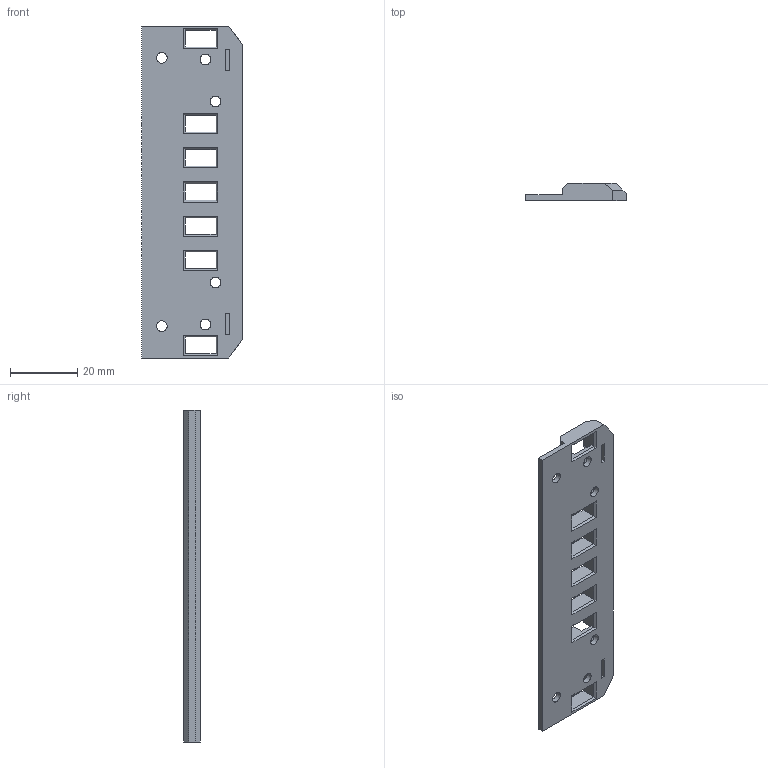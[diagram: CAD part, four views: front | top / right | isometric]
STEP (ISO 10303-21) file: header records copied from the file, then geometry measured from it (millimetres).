
FILE_DESCRIPTION(/* description */ (''),/* implementation_level */ '2;1');
FILE_NAME(/* name */ 'bottom_front_spacer_4.02.step',/* time_stamp */ '2023-10-27T15:32:42-04:00',/* author */ (''),/* organization */ (''),/* preprocessor_version */ 'ST-DEVELOPER v20',/* originating_system */ 'Autodesk Translation Framework v12.14.0.127',/* authorisation */ '');
FILE_SCHEMA (('AUTOMOTIVE_DESIGN { 1 0 10303 214 3 1 1 }'));
Length unit declared in the file: millimetre
Products named in the file (1): bottom_front_spacer_4.02
Bounding box: 30 x 5 x 99 mm (x, y, z)
Volume: 8108.4 mm3; surface area: 7350.8 mm2
Topology: 1 solids, 1 shells, 98 faces, 254 edges, 160 vertices
Faces by surface type: plane 88, cylinder 10
Full cylindrical faces by diameter (mm): 3.2 x6
Entity records: 3006 total; most frequent: CARTESIAN_POINT 513, ORIENTED_EDGE 508, DIRECTION 472, EDGE_CURVE 254, LINE 234, VECTOR 234, VERTEX_POINT 160, EDGE_LOOP 126
